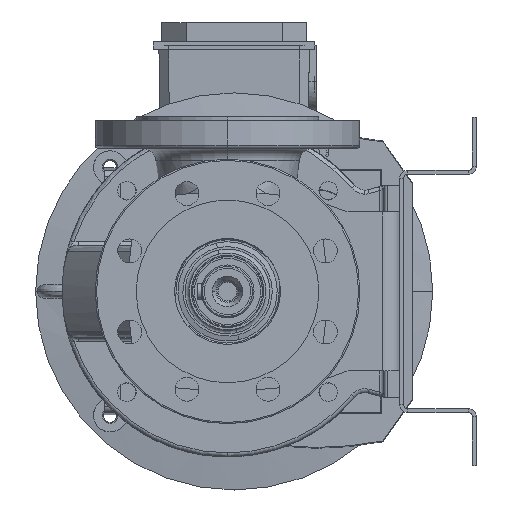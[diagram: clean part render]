
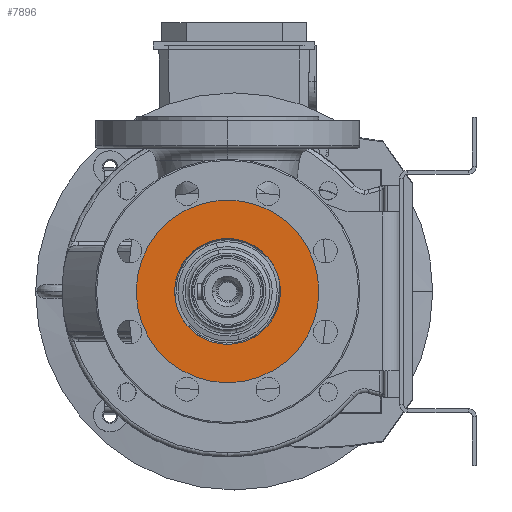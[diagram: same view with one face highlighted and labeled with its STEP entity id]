
A CAD part, left-side view. The second image highlights one B-rep face of the part: STEP entity #7896.
In plain terms, the highlighted planar face has unit normal (-1, 0, 0).
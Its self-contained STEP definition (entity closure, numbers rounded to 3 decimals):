
#284 = CARTESIAN_POINT ( 'NONE',  ( 0., 0., 0. ) ) ;
#1076 = AXIS2_PLACEMENT_3D ( 'NONE', #18081, #61740, #36038 ) ;
#7896 = ADVANCED_FACE ( 'NONE', ( #79756, #63285 ), #89010, .T. ) ;
#7986 = CARTESIAN_POINT ( 'NONE',  ( 0., 0., 40. ) ) ;
#16144 = DIRECTION ( 'NONE',  ( -1., 0., 0. ) ) ;
#18081 = CARTESIAN_POINT ( 'NONE',  ( 0., 0., 0. ) ) ;
#19307 = AXIS2_PLACEMENT_3D ( 'NONE', #29428, #102785, #27792 ) ;
#23817 = DIRECTION ( 'NONE',  ( 0., 0., -1. ) ) ;
#27464 = DIRECTION ( 'NONE',  ( 1., 0., 0. ) ) ;
#27792 = DIRECTION ( 'NONE',  ( 0., 0., -1. ) ) ;
#29007 = CIRCLE ( 'NONE', #1076, 69. ) ;
#29428 = CARTESIAN_POINT ( 'NONE',  ( 0., 0., 0. ) ) ;
#32063 = DIRECTION ( 'NONE',  ( -1., 0., 0. ) ) ;
#32751 = VERTEX_POINT ( 'NONE', #7986 ) ;
#34504 = CARTESIAN_POINT ( 'NONE',  ( 0., 0., -69. ) ) ;
#34632 = AXIS2_PLACEMENT_3D ( 'NONE', #70705, #27464, #77275 ) ;
#36038 = DIRECTION ( 'NONE',  ( 0., 0., 1. ) ) ;
#36486 = EDGE_CURVE ( 'NONE', #32751, #38591, #47053, .T. ) ;
#38591 = VERTEX_POINT ( 'NONE', #89295 ) ;
#45258 = ORIENTED_EDGE ( 'NONE', *, *, #90636, .F. ) ;
#47053 = CIRCLE ( 'NONE', #48767, 40. ) ;
#48767 = AXIS2_PLACEMENT_3D ( 'NONE', #284, #16144, #23817 ) ;
#52651 = EDGE_LOOP ( 'NONE', ( #45258, #83588 ) ) ;
#53791 = CIRCLE ( 'NONE', #34632, 69. ) ;
#57631 = CARTESIAN_POINT ( 'NONE',  ( 0., 0., 69. ) ) ;
#59021 = ORIENTED_EDGE ( 'NONE', *, *, #36486, .F. ) ;
#60718 = ORIENTED_EDGE ( 'NONE', *, *, #91653, .F. ) ;
#61740 = DIRECTION ( 'NONE',  ( 1., 0., 0. ) ) ;
#63285 = FACE_OUTER_BOUND ( 'NONE', #52651, .T. ) ;
#67650 = VERTEX_POINT ( 'NONE', #57631 ) ;
#70705 = CARTESIAN_POINT ( 'NONE',  ( 0., 0., 0. ) ) ;
#77275 = DIRECTION ( 'NONE',  ( 0., 0., 1. ) ) ;
#79756 = FACE_BOUND ( 'NONE', #107495, .T. ) ;
#83588 = ORIENTED_EDGE ( 'NONE', *, *, #105231, .F. ) ;
#87392 = CIRCLE ( 'NONE', #19307, 40. ) ;
#89010 = PLANE ( 'NONE',  #93734 ) ;
#89295 = CARTESIAN_POINT ( 'NONE',  ( 0., 0., -40. ) ) ;
#90636 = EDGE_CURVE ( 'NONE', #101437, #67650, #53791, .T. ) ;
#91653 = EDGE_CURVE ( 'NONE', #38591, #32751, #87392, .T. ) ;
#93734 = AXIS2_PLACEMENT_3D ( 'NONE', #98299, #32063, #104916 ) ;
#98299 = CARTESIAN_POINT ( 'NONE',  ( 0., 200., 0. ) ) ;
#101437 = VERTEX_POINT ( 'NONE', #34504 ) ;
#102785 = DIRECTION ( 'NONE',  ( -1., 0., 0. ) ) ;
#104916 = DIRECTION ( 'NONE',  ( 0., 0., 1. ) ) ;
#105231 = EDGE_CURVE ( 'NONE', #67650, #101437, #29007, .T. ) ;
#107495 = EDGE_LOOP ( 'NONE', ( #60718, #59021 ) ) ;
